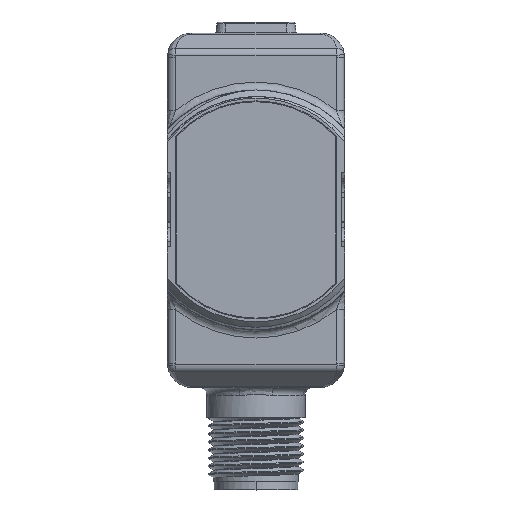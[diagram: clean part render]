
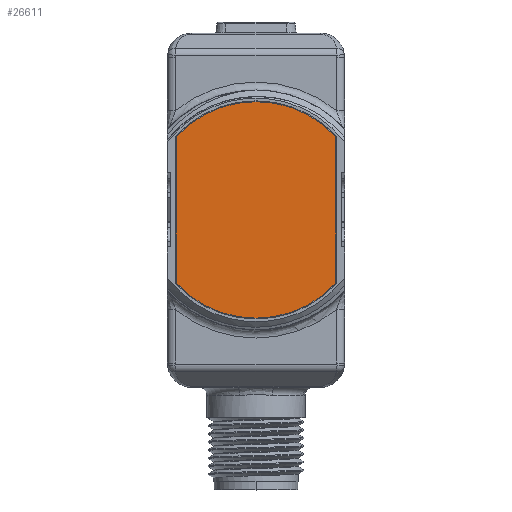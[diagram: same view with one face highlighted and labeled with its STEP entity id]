
A CAD part, top view. The second image highlights one B-rep face of the part: STEP entity #26611.
In plain terms, the highlighted planar face has unit normal (0, 0, 1).
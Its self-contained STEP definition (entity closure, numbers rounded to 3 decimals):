
#26494=CARTESIAN_POINT('',(0.,22.,3.5));
#26495=DIRECTION('',(0.,0.,-1.));
#26496=DIRECTION('',(0.736,-0.677,0.));
#26497=AXIS2_PLACEMENT_3D('',#26494,#26495,#26496);
#26499=DIRECTION('',(0.,1.,0.));
#26500=VECTOR('',#26499,18.209);
#26501=CARTESIAN_POINT('',(-9.9,12.895,3.5));
#26502=LINE('',#26501,#26500);
#26503=CARTESIAN_POINT('',(0.,22.,3.5));
#26504=DIRECTION('',(0.,0.,-1.));
#26505=DIRECTION('',(-0.736,0.677,0.));
#26506=AXIS2_PLACEMENT_3D('',#26503,#26504,#26505);
#26508=DIRECTION('',(0.,-1.,0.));
#26509=VECTOR('',#26508,18.209);
#26510=CARTESIAN_POINT('',(9.9,31.105,3.5));
#26511=LINE('',#26510,#26509);
#26520=CARTESIAN_POINT('',(9.9,12.895,3.5));
#26521=CARTESIAN_POINT('',(-9.9,12.895,3.5));
#26522=VERTEX_POINT('',#26520);
#26523=VERTEX_POINT('',#26521);
#26524=CARTESIAN_POINT('',(-9.9,31.105,3.5));
#26525=VERTEX_POINT('',#26524);
#26526=CARTESIAN_POINT('',(9.9,31.105,3.5));
#26527=VERTEX_POINT('',#26526);
#26600=CARTESIAN_POINT('',(0.,22.,3.5));
#26601=DIRECTION('',(0.,0.,-1.));
#26602=DIRECTION('',(0.,1.,0.));
#26603=AXIS2_PLACEMENT_3D('',#26600,#26601,#26602);
#26604=PLANE('',#26603);
#26605=ORIENTED_EDGE('',*,*,#26552,.T.);
#26606=ORIENTED_EDGE('',*,*,#26567,.T.);
#26607=ORIENTED_EDGE('',*,*,#26581,.T.);
#26608=ORIENTED_EDGE('',*,*,#26594,.T.);
#26609=EDGE_LOOP('',(#26605,#26606,#26607,#26608));
#26610=FACE_OUTER_BOUND('',#26609,.F.);
#26611=ADVANCED_FACE('',(#26610),#26604,.F.);
#26498=CIRCLE('',#26497,13.45);
#26507=CIRCLE('',#26506,13.45);
#26552=EDGE_CURVE('',#26522,#26523,#26498,.T.);
#26567=EDGE_CURVE('',#26523,#26525,#26502,.T.);
#26581=EDGE_CURVE('',#26525,#26527,#26507,.T.);
#26594=EDGE_CURVE('',#26527,#26522,#26511,.T.);
